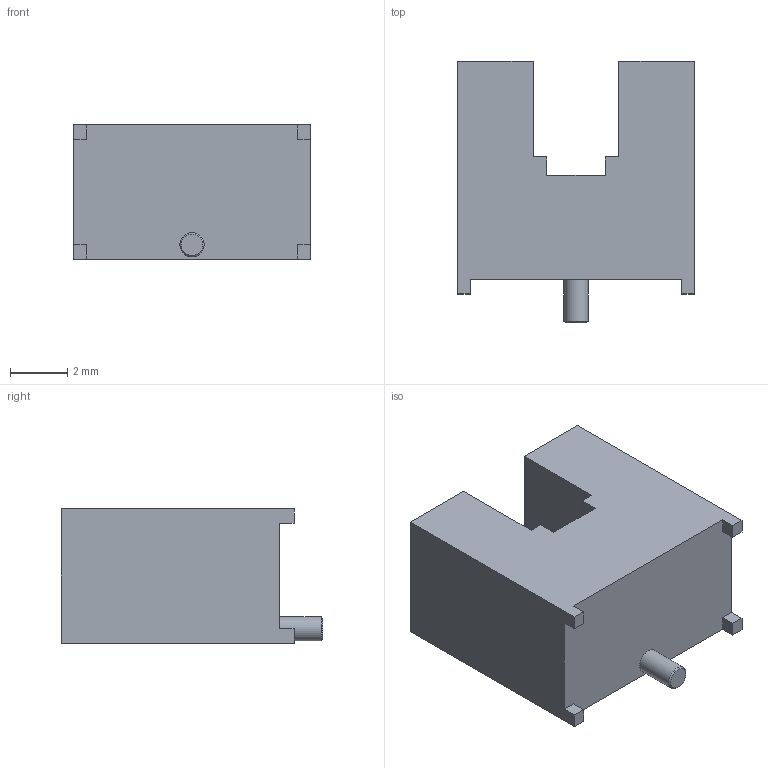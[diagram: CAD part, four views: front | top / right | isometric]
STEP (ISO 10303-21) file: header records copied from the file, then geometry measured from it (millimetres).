
FILE_DESCRIPTION(/* description */ ('Alibre Inc.'),/* implementation_level */ '2;1');
FILE_NAME(/* name */ 'export0',/* time_stamp */ '2015-08-19T18:44:48+08:00',/* author */ (''),/* organization */ (''),/* preprocessor_version */ 'ST-DEVELOPER v14',/* originating_system */ 'Alibre',/* authorisation */ '');
FILE_SCHEMA (('CONFIG_CONTROL_DESIGN'));
Length unit declared in the file: centimetre
Products named in the file (1): ID_1
Bounding box: 8.3 x 9.15 x 4.7 mm (x, y, z)
Volume: 246.2 mm3; surface area: 299.5 mm2
Topology: 1 solids, 1 shells, 29 faces, 77 edges, 51 vertices
Faces by surface type: plane 27, cone 1, cylinder 1
Full cylindrical faces by diameter (mm): 0.85 x1
Entity records: 878 total; most frequent: ORIENTED_EDGE 150, CARTESIAN_POINT 141, DIRECTION 95, EDGE_CURVE 75, VECTOR 64, LINE 64, VERTEX_POINT 51, EDGE_LOOP 32
